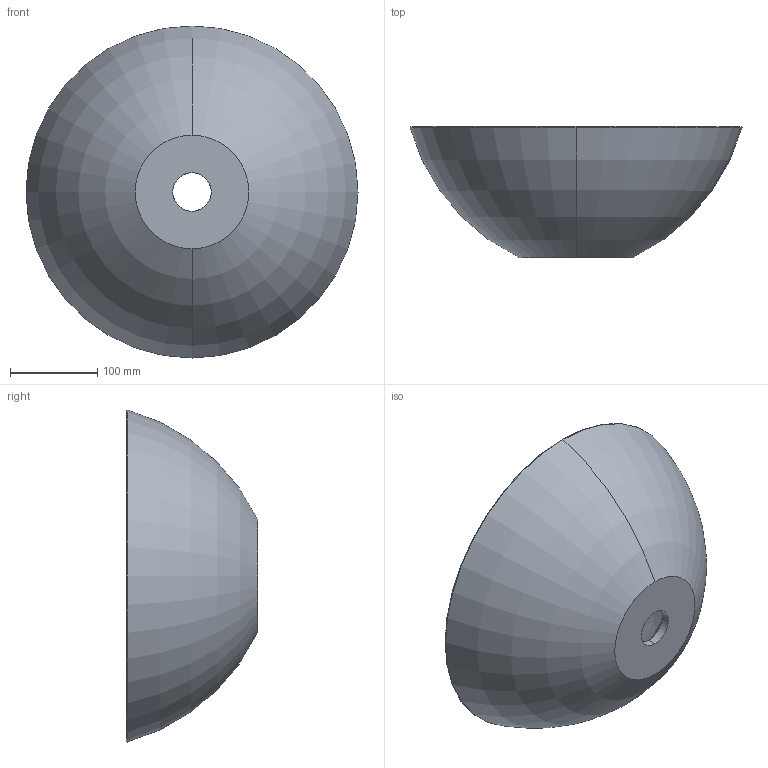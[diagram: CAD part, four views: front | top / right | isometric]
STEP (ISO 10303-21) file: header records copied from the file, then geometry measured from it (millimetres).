
FILE_DESCRIPTION (( 'STEP AP203' ), '1' );
FILE_NAME ('MARMY CLARK 380150.STEP', '2021-04-26T16:42:07', ( '' ), ( '' ), 'SwSTEP 2.0', 'SolidWorks 2019', '' );
FILE_SCHEMA (( 'CONFIG_CONTROL_DESIGN' ));
Length unit declared in the file: millimetre
Products named in the file (1): MARMY CLARK 380150
Bounding box: 379.88 x 150 x 379.88 mm (x, y, z)
Volume: 2407761.9 mm3; surface area: 357764.7 mm2
Topology: 1 solids, 1 shells, 16 faces, 40 edges, 26 vertices
Faces by surface type: bspline 8, torus 4, plane 2, cylinder 2
Entity records: 3318 total; most frequent: CARTESIAN_POINT 2908, ORIENTED_EDGE 80, DIRECTION 52, EDGE_CURVE 40, VERTEX_POINT 26, AXIS2_PLACEMENT_3D 25, B_SPLINE_CURVE_WITH_KNOTS 22, EDGE_LOOP 18
